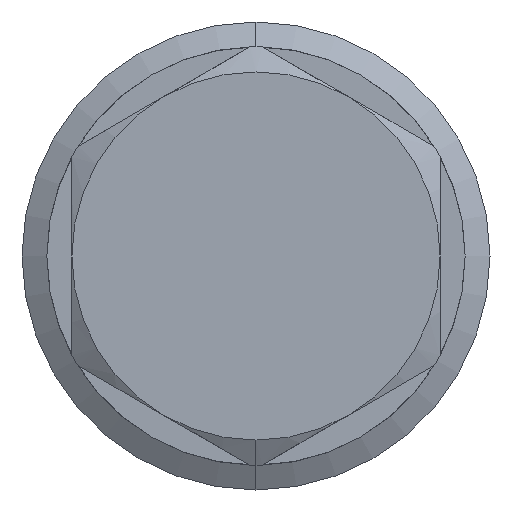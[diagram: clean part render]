
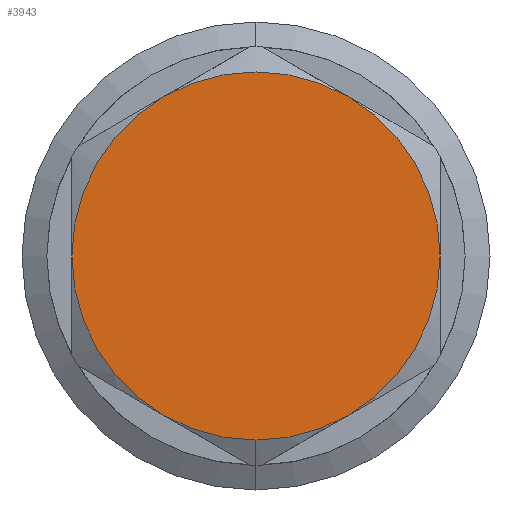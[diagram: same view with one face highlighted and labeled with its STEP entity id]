
A CAD part, left-side view. The second image highlights one B-rep face of the part: STEP entity #3943.
In plain terms, the highlighted planar face has unit normal (-1, 0, 0).
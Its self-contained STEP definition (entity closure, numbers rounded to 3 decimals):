
#535 = CARTESIAN_POINT ( 'NONE',  ( 0., 0., 0. ) ) ;
#536 = DIRECTION ( 'NONE',  ( -1., 0., 0. ) ) ;
#537 = DIRECTION ( 'NONE',  ( 0., 0., 1. ) ) ;
#735 = CARTESIAN_POINT ( 'NONE',  ( 0., 0., 0. ) ) ;
#736 = DIRECTION ( 'NONE',  ( -1., 0., 0. ) ) ;
#737 = DIRECTION ( 'NONE',  ( 0., 0., 1. ) ) ;
#738 = CARTESIAN_POINT ( 'NONE',  ( 0., 0., 0. ) ) ;
#739 = DIRECTION ( 'NONE',  ( -1., 0., 0. ) ) ;
#740 = DIRECTION ( 'NONE',  ( 0., 0., 1. ) ) ;
#743 = CARTESIAN_POINT ( 'NONE',  ( 0., 0., 0. ) ) ;
#745 = DIRECTION ( 'NONE',  ( -1., 0., 0. ) ) ;
#746 = DIRECTION ( 'NONE',  ( 0., 0., 1. ) ) ;
#748 = CARTESIAN_POINT ( 'NONE',  ( 0., 0., 0. ) ) ;
#749 = DIRECTION ( 'NONE',  ( -1., 0., 0. ) ) ;
#750 = DIRECTION ( 'NONE',  ( 0., 0., 1. ) ) ;
#751 = CARTESIAN_POINT ( 'NONE',  ( 0., 0., 0. ) ) ;
#752 = DIRECTION ( 'NONE',  ( -1., 0., 0. ) ) ;
#753 = DIRECTION ( 'NONE',  ( 0., 0., 1. ) ) ;
#2459 = VERTEX_POINT ( 'NONE', #6111 ) ;
#2526 = CARTESIAN_POINT ( 'NONE',  ( 0., 10.3, -17.84 ) ) ;
#2532 = CARTESIAN_POINT ( 'NONE',  ( 0., -20.6, 0. ) ) ;
#2573 = CARTESIAN_POINT ( 'NONE',  ( 0., -10.3, 17.84 ) ) ;
#2613 = CARTESIAN_POINT ( 'NONE',  ( 0., -10.3, -17.84 ) ) ;
#2628 = CARTESIAN_POINT ( 'NONE',  ( 0., 10.3, 17.84 ) ) ;
#2636 = CARTESIAN_POINT ( 'NONE',  ( 0., 20.6, 0. ) ) ;
#3445 = EDGE_LOOP ( 'NONE', ( #11111, #11178, #11193, #11199, #11198, #11197, #11195 ) ) ;
#3943 = ADVANCED_FACE ( 'NONE', ( #4164 ), #9944, .F. ) ;
#4164 = FACE_OUTER_BOUND ( 'NONE', #3445, .T. ) ;
#4613 = CIRCLE ( 'NONE', #8303, 20.6 ) ;
#5280 = CARTESIAN_POINT ( 'NONE',  ( 0., 0., 0. ) ) ;
#6111 = CARTESIAN_POINT ( 'NONE',  ( 0., 0., -20.6 ) ) ;
#6273 = EDGE_CURVE ( 'NONE', #2459, #6795, #4613, .T. ) ;
#6454 = EDGE_CURVE ( 'NONE', #6724, #6761, #7591, .T. ) ;
#6471 = EDGE_CURVE ( 'NONE', #6761, #6807, #7603, .T. ) ;
#6472 = EDGE_CURVE ( 'NONE', #6795, #6724, #7602, .T. ) ;
#6473 = EDGE_CURVE ( 'NONE', #6718, #2459, #7604, .T. ) ;
#6474 = EDGE_CURVE ( 'NONE', #6815, #6718, #7605, .T. ) ;
#6475 = EDGE_CURVE ( 'NONE', #6807, #6815, #7606, .T. ) ;
#6718 = VERTEX_POINT ( 'NONE', #2526 ) ;
#6724 = VERTEX_POINT ( 'NONE', #2532 ) ;
#6761 = VERTEX_POINT ( 'NONE', #2573 ) ;
#6795 = VERTEX_POINT ( 'NONE', #2613 ) ;
#6807 = VERTEX_POINT ( 'NONE', #2628 ) ;
#6815 = VERTEX_POINT ( 'NONE', #2636 ) ;
#7591 = CIRCLE ( 'NONE', #8381, 20.6 ) ;
#7602 = CIRCLE ( 'NONE', #8392, 20.6 ) ;
#7603 = CIRCLE ( 'NONE', #8391, 20.6 ) ;
#7604 = CIRCLE ( 'NONE', #8393, 20.6 ) ;
#7605 = CIRCLE ( 'NONE', #8394, 20.6 ) ;
#7606 = CIRCLE ( 'NONE', #8395, 20.6 ) ;
#8080 = AXIS2_PLACEMENT_3D ( 'NONE', #9937, #9947, #9948 ) ;
#8303 = AXIS2_PLACEMENT_3D ( 'NONE', #5280, #10308, #8487 ) ;
#8381 = AXIS2_PLACEMENT_3D ( 'NONE', #535, #536, #537 ) ;
#8391 = AXIS2_PLACEMENT_3D ( 'NONE', #735, #736, #737 ) ;
#8392 = AXIS2_PLACEMENT_3D ( 'NONE', #738, #739, #740 ) ;
#8393 = AXIS2_PLACEMENT_3D ( 'NONE', #743, #745, #746 ) ;
#8394 = AXIS2_PLACEMENT_3D ( 'NONE', #748, #749, #750 ) ;
#8395 = AXIS2_PLACEMENT_3D ( 'NONE', #751, #752, #753 ) ;
#8487 = DIRECTION ( 'NONE',  ( 0., 0., 1. ) ) ;
#9937 = CARTESIAN_POINT ( 'NONE',  ( 0., 0., 0. ) ) ;
#9944 = PLANE ( 'NONE',  #8080 ) ;
#9947 = DIRECTION ( 'NONE',  ( 1., 0., 0. ) ) ;
#9948 = DIRECTION ( 'NONE',  ( 0., 0., -1. ) ) ;
#10308 = DIRECTION ( 'NONE',  ( -1., 0., 0. ) ) ;
#11111 = ORIENTED_EDGE ( 'NONE', *, *, #6475, .T. ) ;
#11178 = ORIENTED_EDGE ( 'NONE', *, *, #6474, .T. ) ;
#11193 = ORIENTED_EDGE ( 'NONE', *, *, #6473, .T. ) ;
#11195 = ORIENTED_EDGE ( 'NONE', *, *, #6471, .T. ) ;
#11197 = ORIENTED_EDGE ( 'NONE', *, *, #6454, .T. ) ;
#11198 = ORIENTED_EDGE ( 'NONE', *, *, #6472, .T. ) ;
#11199 = ORIENTED_EDGE ( 'NONE', *, *, #6273, .T. ) ;
